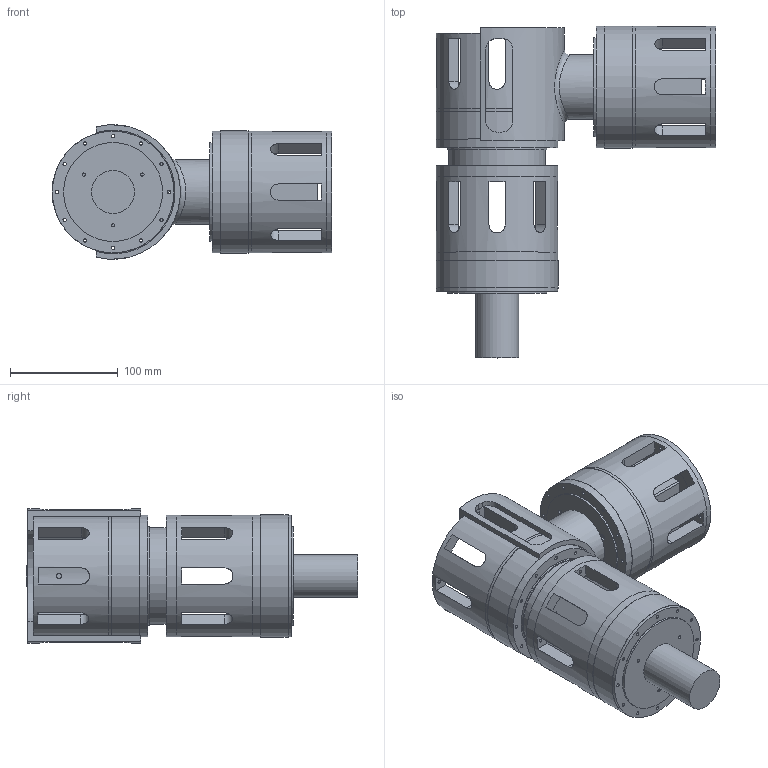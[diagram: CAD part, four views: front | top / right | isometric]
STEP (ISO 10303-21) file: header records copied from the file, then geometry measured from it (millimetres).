
FILE_DESCRIPTION(/* description */ ('STEP AP242','CAx-IF Rec.Pracs.---Representation and Presentation of Product Manufacturing Information (PMI)---4.0---2014-10-13','CAx-IF Rec.Pracs.---3D Tessellated Geometry---0.4---2014-09-14','2;1'),/* implementation_level */ '2;1');
FILE_NAME(/* name */ '66d364a5ec67563ece45a4d9',/* time_stamp */ '2024-08-31T18:44:55Z',/* author */ (''),/* organization */ (''),/* preprocessor_version */ 'ST-DEVELOPER v20',/* originating_system */ ' ',/* authorisation */ ' ');
FILE_SCHEMA (('AP242_MANAGED_MODEL_BASED_3D_ENGINEERING_MIM_LF { 1 0 10303 442 1 1 4 }'));
Length unit declared in the file: metre
Products named in the file (15): Actuator_assembly; Ring; Motor_Mount; Sun; Planet; motor_base; carrier'; carrier_3; ring_bearing; cpart; carrier_2; motor case; carrier_1
Assembly tree (25 placements, depth 2):
  Actuator_assembly
    Ring  x3
    Motor_Mount  x3
    Sun  x2
    Planet  x2
    motor_base
    carrier_3  x3
    ring_bearing  x3
    ring_bearing  x3
    cpart
    carrier_2
    motor case
    motor case
    carrier_1
  carrier'
Bounding box: 260.1 x 308.5 x 125 mm (x, y, z)
Volume: 1992493.6 mm3; surface area: 662385 mm2
Topology: 26 solids, 26 shells, 2261 faces, 6446 edges, 4313 vertices
Faces by surface type: cylinder 1485, bspline 547, plane 229
Full cylindrical faces by diameter (mm): 3 x215, 5 x4, 5.1 x16, 6 x12, 10 x18, 16 x18, 18 x19, 20 x6, 24 x4, 40 x2, 60 x1, 88.5 x3, 89 x3, 90 x10, 92 x9, 113 x11, 113.4 x3
Entity records: 38249 total; most frequent: CARTESIAN_POINT 13823, ORIENTED_EDGE 4922, DIRECTION 4782, EDGE_CURVE 2461, AXIS2_PLACEMENT_3D 2006, VERTEX_POINT 1761, EDGE_LOOP 1456, FACE_BOUND 1456
